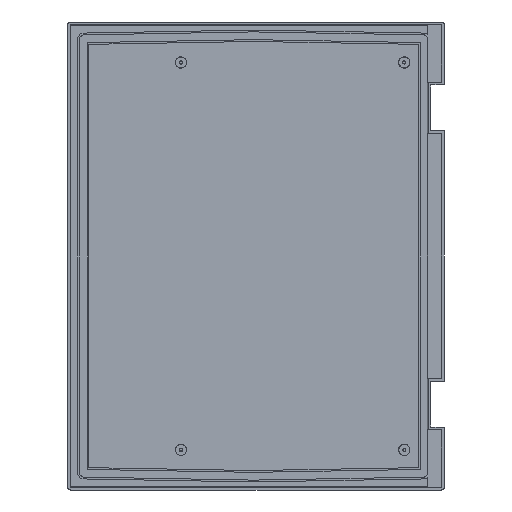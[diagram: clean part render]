
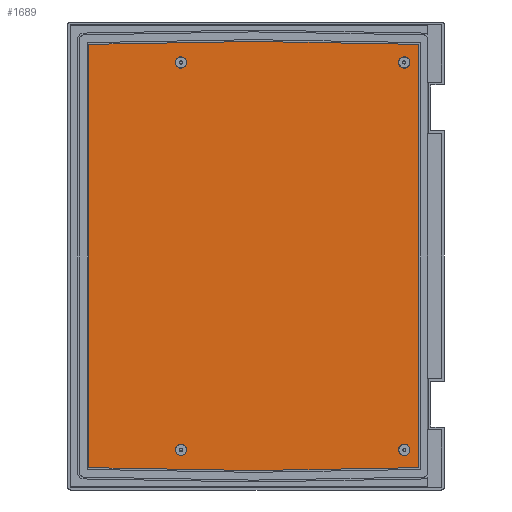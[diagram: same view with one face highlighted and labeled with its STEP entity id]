
A CAD part, front view. The second image highlights one B-rep face of the part: STEP entity #1689.
In plain terms, the highlighted planar face has unit normal (0, -1, 0).
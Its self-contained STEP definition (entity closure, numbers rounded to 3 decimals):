
#59 = DIRECTION ( 'NONE',  ( 0., 1., 0. ) ) ;
#80 = CARTESIAN_POINT ( 'NONE',  ( -2.5, 30.5, -235.333 ) ) ;
#85 = CARTESIAN_POINT ( 'NONE',  ( -82.3, 30.5, 212.3 ) ) ;
#93 = DIRECTION ( 'NONE',  ( 0., -1., 0. ) ) ;
#127 = CARTESIAN_POINT ( 'NONE',  ( -82.3, 30.5, 206.091 ) ) ;
#160 = VERTEX_POINT ( 'NONE', #2579 ) ;
#171 = VERTEX_POINT ( 'NONE', #1559 ) ;
#199 = AXIS2_PLACEMENT_3D ( 'NONE', #85, #2676, #1909 ) ;
#252 = VECTOR ( 'NONE', #676, 1000. ) ;
#266 = DIRECTION ( 'NONE',  ( 0., -1., 0. ) ) ;
#315 = CARTESIAN_POINT ( 'NONE',  ( 8.454, 30.5, -235.524 ) ) ;
#327 = VERTEX_POINT ( 'NONE', #2178 ) ;
#328 = CARTESIAN_POINT ( 'NONE',  ( -183.334, 30.5, -501.443 ) ) ;
#376 = VERTEX_POINT ( 'NONE', #80 ) ;
#429 = FACE_BOUND ( 'NONE', #1847, .T. ) ;
#436 = DIRECTION ( 'NONE',  ( 0., 0., 1. ) ) ;
#454 = EDGE_CURVE ( 'NONE', #171, #1491, #611, .T. ) ;
#459 = ORIENTED_EDGE ( 'NONE', *, *, #3134, .F. ) ;
#485 = CARTESIAN_POINT ( 'NONE',  ( -9.046, 30.5, 235.219 ) ) ;
#496 = EDGE_CURVE ( 'NONE', #327, #679, #2756, .T. ) ;
#555 = ORIENTED_EDGE ( 'NONE', *, *, #1985, .F. ) ;
#565 = AXIS2_PLACEMENT_3D ( 'NONE', #1767, #1253, #2532 ) ;
#589 = LINE ( 'NONE', #3359, #2331 ) ;
#608 = CIRCLE ( 'NONE', #958, 6.209 ) ;
#611 = CIRCLE ( 'NONE', #1211, 6.209 ) ;
#630 = CARTESIAN_POINT ( 'NONE',  ( -0.833, 30.5, -235.304 ) ) ;
#640 = EDGE_LOOP ( 'NONE', ( #2808, #1994 ) ) ;
#644 = CARTESIAN_POINT ( 'NONE',  ( 162.7, 30.5, -206.491 ) ) ;
#646 = CARTESIAN_POINT ( 'NONE',  ( 162.7, 30.5, 212.3 ) ) ;
#653 = ORIENTED_EDGE ( 'NONE', *, *, #454, .F. ) ;
#676 = DIRECTION ( 'NONE',  ( 1., 0., -0.017 ) ) ;
#679 = VERTEX_POINT ( 'NONE', #749 ) ;
#696 = EDGE_CURVE ( 'NONE', #3054, #1923, #1961, .T. ) ;
#729 = VERTEX_POINT ( 'NONE', #2583 ) ;
#733 = CARTESIAN_POINT ( 'NONE',  ( 162.7, 30.5, 206.091 ) ) ;
#749 = CARTESIAN_POINT ( 'NONE',  ( 178.334, 30.5, 232.176 ) ) ;
#853 = CARTESIAN_POINT ( 'NONE',  ( -82.3, 30.5, -212.7 ) ) ;
#857 = CIRCLE ( 'NONE', #565, 6.209 ) ;
#907 = LINE ( 'NONE', #328, #3150 ) ;
#918 = CARTESIAN_POINT ( 'NONE',  ( 162.7, 30.5, -218.909 ) ) ;
#929 = VERTEX_POINT ( 'NONE', #644 ) ;
#958 = AXIS2_PLACEMENT_3D ( 'NONE', #2520, #973, #1174 ) ;
#973 = DIRECTION ( 'NONE',  ( 0., -1., 0. ) ) ;
#1141 = EDGE_CURVE ( 'NONE', #1854, #929, #608, .T. ) ;
#1152 = FACE_BOUND ( 'NONE', #1863, .T. ) ;
#1174 = DIRECTION ( 'NONE',  ( 0., 0., 1. ) ) ;
#1211 = AXIS2_PLACEMENT_3D ( 'NONE', #3291, #3012, #1731 ) ;
#1253 = DIRECTION ( 'NONE',  ( 0., -1., 0. ) ) ;
#1298 = ORIENTED_EDGE ( 'NONE', *, *, #2868, .F. ) ;
#1312 = VECTOR ( 'NONE', #1651, 1000. ) ;
#1372 = DIRECTION ( 'NONE',  ( 0., 0., 1. ) ) ;
#1384 = ORIENTED_EDGE ( 'NONE', *, *, #1889, .F. ) ;
#1395 = DIRECTION ( 'NONE',  ( -1., 0., 0.017 ) ) ;
#1477 = DIRECTION ( 'NONE',  ( 0., 0., 1. ) ) ;
#1491 = VERTEX_POINT ( 'NONE', #127 ) ;
#1520 = CIRCLE ( 'NONE', #2226, 6.209 ) ;
#1527 = VERTEX_POINT ( 'NONE', #3053 ) ;
#1552 = ORIENTED_EDGE ( 'NONE', *, *, #1649, .F. ) ;
#1555 = DIRECTION ( 'NONE',  ( 0., 0., 1. ) ) ;
#1559 = CARTESIAN_POINT ( 'NONE',  ( -82.3, 30.5, 218.509 ) ) ;
#1598 = LINE ( 'NONE', #630, #1312 ) ;
#1608 = ORIENTED_EDGE ( 'NONE', *, *, #2425, .F. ) ;
#1649 = EDGE_CURVE ( 'NONE', #160, #2134, #857, .T. ) ;
#1651 = DIRECTION ( 'NONE',  ( -1., 0., -0.017 ) ) ;
#1664 = CARTESIAN_POINT ( 'NONE',  ( -82.3, 30.5, -218.909 ) ) ;
#1689 = ADVANCED_FACE ( 'NONE', ( #2775, #429, #3237, #1152, #2096 ), #1902, .F. ) ;
#1731 = DIRECTION ( 'NONE',  ( 0., 0., 1. ) ) ;
#1767 = CARTESIAN_POINT ( 'NONE',  ( 162.7, 30.5, 212.3 ) ) ;
#1826 = CARTESIAN_POINT ( 'NONE',  ( -82.3, 30.5, -212.7 ) ) ;
#1847 = EDGE_LOOP ( 'NONE', ( #2259, #653 ) ) ;
#1854 = VERTEX_POINT ( 'NONE', #918 ) ;
#1863 = EDGE_LOOP ( 'NONE', ( #3119, #555 ) ) ;
#1889 = EDGE_CURVE ( 'NONE', #2134, #160, #3029, .T. ) ;
#1894 = AXIS2_PLACEMENT_3D ( 'NONE', #2915, #59, #2172 ) ;
#1902 = PLANE ( 'NONE',  #1894 ) ;
#1909 = DIRECTION ( 'NONE',  ( 0., 0., 1. ) ) ;
#1923 = VERTEX_POINT ( 'NONE', #1993 ) ;
#1961 = CIRCLE ( 'NONE', #3076, 6.209 ) ;
#1985 = EDGE_CURVE ( 'NONE', #929, #1854, #3023, .T. ) ;
#1993 = CARTESIAN_POINT ( 'NONE',  ( -82.3, 30.5, -206.491 ) ) ;
#1994 = ORIENTED_EDGE ( 'NONE', *, *, #2463, .F. ) ;
#2060 = DIRECTION ( 'NONE',  ( 1., 0., 0.017 ) ) ;
#2086 = CIRCLE ( 'NONE', #199, 6.209 ) ;
#2096 = FACE_OUTER_BOUND ( 'NONE', #2436, .T. ) ;
#2134 = VERTEX_POINT ( 'NONE', #733 ) ;
#2172 = DIRECTION ( 'NONE',  ( 0., 0., 1. ) ) ;
#2178 = CARTESIAN_POINT ( 'NONE',  ( -2.5, 30.5, 235.333 ) ) ;
#2179 = VERTEX_POINT ( 'NONE', #2627 ) ;
#2215 = CARTESIAN_POINT ( 'NONE',  ( 16.667, 30.5, 234.998 ) ) ;
#2226 = AXIS2_PLACEMENT_3D ( 'NONE', #853, #93, #1372 ) ;
#2227 = EDGE_LOOP ( 'NONE', ( #1384, #1552 ) ) ;
#2259 = ORIENTED_EDGE ( 'NONE', *, *, #3072, .F. ) ;
#2331 = VECTOR ( 'NONE', #2831, 1000. ) ;
#2352 = ORIENTED_EDGE ( 'NONE', *, *, #496, .F. ) ;
#2363 = AXIS2_PLACEMENT_3D ( 'NONE', #646, #2456, #1477 ) ;
#2425 = EDGE_CURVE ( 'NONE', #729, #1527, #907, .T. ) ;
#2436 = EDGE_LOOP ( 'NONE', ( #1298, #1608, #2912, #459, #2502, #2352 ) ) ;
#2456 = DIRECTION ( 'NONE',  ( 0., -1., 0. ) ) ;
#2463 = EDGE_CURVE ( 'NONE', #1923, #3054, #1520, .T. ) ;
#2486 = EDGE_CURVE ( 'NONE', #376, #729, #2897, .T. ) ;
#2502 = ORIENTED_EDGE ( 'NONE', *, *, #2816, .F. ) ;
#2520 = CARTESIAN_POINT ( 'NONE',  ( 162.7, 30.5, -212.7 ) ) ;
#2532 = DIRECTION ( 'NONE',  ( 0., 0., 1. ) ) ;
#2579 = CARTESIAN_POINT ( 'NONE',  ( 162.7, 30.5, 218.509 ) ) ;
#2583 = CARTESIAN_POINT ( 'NONE',  ( -183.334, 30.5, -232.176 ) ) ;
#2603 = VECTOR ( 'NONE', #2060, 1000. ) ;
#2627 = CARTESIAN_POINT ( 'NONE',  ( 178.334, 30.5, -232.176 ) ) ;
#2676 = DIRECTION ( 'NONE',  ( 0., -1., 0. ) ) ;
#2682 = DIRECTION ( 'NONE',  ( 0., 0., 1. ) ) ;
#2746 = AXIS2_PLACEMENT_3D ( 'NONE', #3021, #3296, #436 ) ;
#2756 = LINE ( 'NONE', #2215, #252 ) ;
#2775 = FACE_BOUND ( 'NONE', #2227, .T. ) ;
#2808 = ORIENTED_EDGE ( 'NONE', *, *, #696, .F. ) ;
#2816 = EDGE_CURVE ( 'NONE', #679, #2179, #589, .T. ) ;
#2831 = DIRECTION ( 'NONE',  ( 0., 0., -1. ) ) ;
#2868 = EDGE_CURVE ( 'NONE', #1527, #327, #3151, .T. ) ;
#2897 = LINE ( 'NONE', #315, #3325 ) ;
#2912 = ORIENTED_EDGE ( 'NONE', *, *, #2486, .F. ) ;
#2915 = CARTESIAN_POINT ( 'NONE',  ( -205.652, 30.5, -255.652 ) ) ;
#3012 = DIRECTION ( 'NONE',  ( 0., -1., 0. ) ) ;
#3021 = CARTESIAN_POINT ( 'NONE',  ( 162.7, 30.5, -212.7 ) ) ;
#3023 = CIRCLE ( 'NONE', #2746, 6.209 ) ;
#3029 = CIRCLE ( 'NONE', #2363, 6.209 ) ;
#3053 = CARTESIAN_POINT ( 'NONE',  ( -183.334, 30.5, 232.176 ) ) ;
#3054 = VERTEX_POINT ( 'NONE', #1664 ) ;
#3072 = EDGE_CURVE ( 'NONE', #1491, #171, #2086, .T. ) ;
#3076 = AXIS2_PLACEMENT_3D ( 'NONE', #1826, #266, #1555 ) ;
#3119 = ORIENTED_EDGE ( 'NONE', *, *, #1141, .F. ) ;
#3134 = EDGE_CURVE ( 'NONE', #2179, #376, #1598, .T. ) ;
#3150 = VECTOR ( 'NONE', #2682, 1000. ) ;
#3151 = LINE ( 'NONE', #485, #2603 ) ;
#3237 = FACE_BOUND ( 'NONE', #640, .T. ) ;
#3291 = CARTESIAN_POINT ( 'NONE',  ( -82.3, 30.5, 212.3 ) ) ;
#3296 = DIRECTION ( 'NONE',  ( 0., -1., 0. ) ) ;
#3325 = VECTOR ( 'NONE', #1395, 1000. ) ;
#3359 = CARTESIAN_POINT ( 'NONE',  ( 178.334, 30.5, -501.443 ) ) ;
